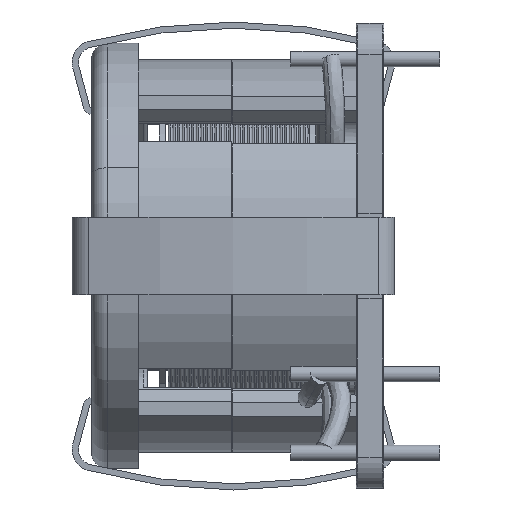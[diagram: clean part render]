
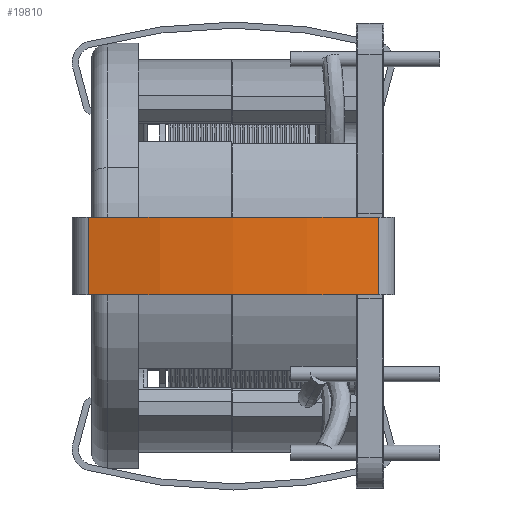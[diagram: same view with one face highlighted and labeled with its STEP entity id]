
A CAD part, left-side view. The second image highlights one B-rep face of the part: STEP entity #19810.
In plain terms, the highlighted cylindrical face has radius 35.4 mm (diameter 70.8 mm), a partial arc.
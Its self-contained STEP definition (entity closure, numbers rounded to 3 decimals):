
#2492 = FACE_OUTER_BOUND ( 'NONE', #21450, .T. ) ;
#2610 = DIRECTION ( 'NONE',  ( 0., 0., -1. ) ) ;
#2728 = AXIS2_PLACEMENT_3D ( 'NONE', #13130, #7277, #22251 ) ;
#2853 = DIRECTION ( 'NONE',  ( -1., 0., 0. ) ) ;
#4826 = CARTESIAN_POINT ( 'NONE',  ( 9.371, 1.137, 5. ) ) ;
#7277 = DIRECTION ( 'NONE',  ( 0., 0., 1. ) ) ;
#7728 = VERTEX_POINT ( 'NONE', #19920 ) ;
#7906 = CIRCLE ( 'NONE', #2728, 35.4 ) ;
#8456 = CIRCLE ( 'NONE', #15464, 35.4 ) ;
#9033 = LINE ( 'NONE', #4826, #9679 ) ;
#9388 = DIRECTION ( 'NONE',  ( 0., 0., 1. ) ) ;
#9679 = VECTOR ( 'NONE', #12302, 1000. ) ;
#9724 = CARTESIAN_POINT ( 'NONE',  ( -9.371, 1.137, 5. ) ) ;
#10682 = CARTESIAN_POINT ( 'NONE',  ( -9.371, 1.137, 0. ) ) ;
#11563 = CARTESIAN_POINT ( 'NONE',  ( 0., -33., 5. ) ) ;
#11747 = ORIENTED_EDGE ( 'NONE', *, *, #21893, .T. ) ;
#12066 = LINE ( 'NONE', #19436, #16638 ) ;
#12285 = EDGE_CURVE ( 'NONE', #7728, #22009, #8456, .T. ) ;
#12302 = DIRECTION ( 'NONE',  ( 0., 0., -1. ) ) ;
#13130 = CARTESIAN_POINT ( 'NONE',  ( 0., -33., 0. ) ) ;
#13239 = ORIENTED_EDGE ( 'NONE', *, *, #12285, .F. ) ;
#13885 = CYLINDRICAL_SURFACE ( 'NONE', #15265, 35.4 ) ;
#13949 = ORIENTED_EDGE ( 'NONE', *, *, #15664, .F. ) ;
#14547 = VERTEX_POINT ( 'NONE', #10682 ) ;
#14997 = CARTESIAN_POINT ( 'NONE',  ( 9.371, 1.137, 0. ) ) ;
#15012 = VERTEX_POINT ( 'NONE', #14997 ) ;
#15265 = AXIS2_PLACEMENT_3D ( 'NONE', #19684, #15975, #2853 ) ;
#15464 = AXIS2_PLACEMENT_3D ( 'NONE', #11563, #9388, #20771 ) ;
#15664 = EDGE_CURVE ( 'NONE', #22009, #14547, #12066, .T. ) ;
#15975 = DIRECTION ( 'NONE',  ( 0., 0., -1. ) ) ;
#16638 = VECTOR ( 'NONE', #2610, 1000. ) ;
#17406 = EDGE_CURVE ( 'NONE', #7728, #15012, #9033, .T. ) ;
#18417 = ORIENTED_EDGE ( 'NONE', *, *, #17406, .T. ) ;
#19436 = CARTESIAN_POINT ( 'NONE',  ( -9.371, 1.137, 5. ) ) ;
#19684 = CARTESIAN_POINT ( 'NONE',  ( 0., -33., 5. ) ) ;
#19810 = ADVANCED_FACE ( 'NONE', ( #2492 ), #13885, .T. ) ;
#19920 = CARTESIAN_POINT ( 'NONE',  ( 9.371, 1.137, 5. ) ) ;
#20771 = DIRECTION ( 'NONE',  ( 1., 0., 0. ) ) ;
#21450 = EDGE_LOOP ( 'NONE', ( #11747, #13949, #13239, #18417 ) ) ;
#21893 = EDGE_CURVE ( 'NONE', #15012, #14547, #7906, .T. ) ;
#22009 = VERTEX_POINT ( 'NONE', #9724 ) ;
#22251 = DIRECTION ( 'NONE',  ( 1., 0., 0. ) ) ;
